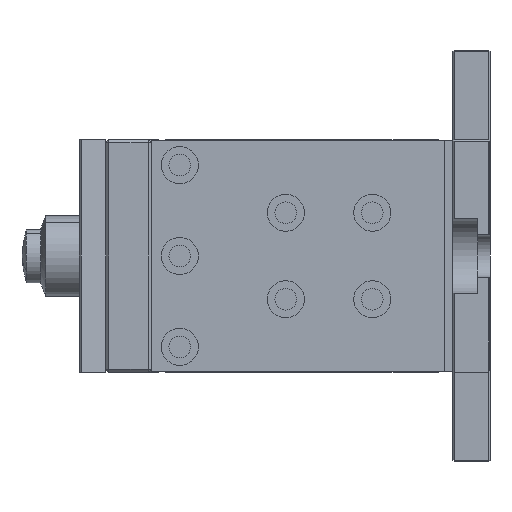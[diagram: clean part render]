
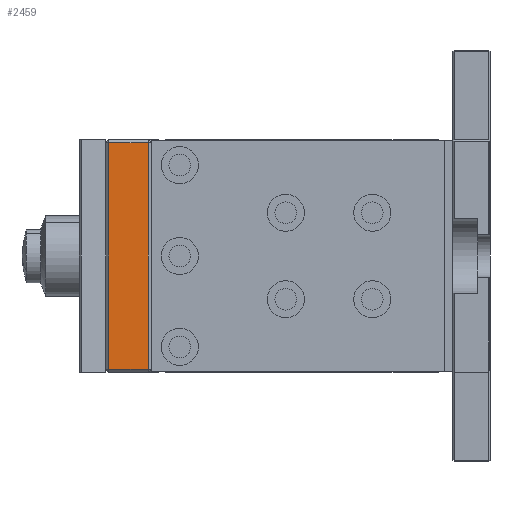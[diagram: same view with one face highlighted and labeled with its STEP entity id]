
A CAD part, left-side view. The second image highlights one B-rep face of the part: STEP entity #2459.
In plain terms, the highlighted planar face has unit normal (-1, 0, 0).
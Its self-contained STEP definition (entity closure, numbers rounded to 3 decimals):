
#275 = DIRECTION ( 'NONE',  ( 1., 0., 0. ) ) ;
#851 = VERTEX_POINT ( 'NONE', #19004 ) ;
#1386 = DIRECTION ( 'NONE',  ( 0., 0., 1. ) ) ;
#1403 = VERTEX_POINT ( 'NONE', #12449 ) ;
#1986 = EDGE_CURVE ( 'NONE', #1403, #17262, #3022, .T. ) ;
#2014 = LINE ( 'NONE', #6962, #7177 ) ;
#2459 = ADVANCED_FACE ( 'NONE', ( #13852 ), #9210, .F. ) ;
#2535 = ORIENTED_EDGE ( 'NONE', *, *, #4833, .T. ) ;
#3022 = LINE ( 'NONE', #4815, #13021 ) ;
#4815 = CARTESIAN_POINT ( 'NONE',  ( -34.157, 61.106, 110.3 ) ) ;
#4833 = EDGE_CURVE ( 'NONE', #17262, #15493, #19262, .T. ) ;
#5125 = CARTESIAN_POINT ( 'NONE',  ( -34.157, 60.606, 110.3 ) ) ;
#5218 = DIRECTION ( 'NONE',  ( 0., 0., -1. ) ) ;
#5478 = LINE ( 'NONE', #23520, #6316 ) ;
#5847 = VECTOR ( 'NONE', #5218, 1000. ) ;
#6316 = VECTOR ( 'NONE', #14377, 1000. ) ;
#6962 = CARTESIAN_POINT ( 'NONE',  ( -34.157, 54.206, 110.8 ) ) ;
#7157 = ORIENTED_EDGE ( 'NONE', *, *, #19707, .T. ) ;
#7177 = VECTOR ( 'NONE', #1386, 1000. ) ;
#7381 = CARTESIAN_POINT ( 'NONE',  ( -34.157, 61.106, 73.2 ) ) ;
#9210 = PLANE ( 'NONE',  #12318 ) ;
#9392 = CARTESIAN_POINT ( 'NONE',  ( -34.157, 60.606, 73.7 ) ) ;
#11501 = ORIENTED_EDGE ( 'NONE', *, *, #14679, .T. ) ;
#12318 = AXIS2_PLACEMENT_3D ( 'NONE', #7381, #275, #20179 ) ;
#12449 = CARTESIAN_POINT ( 'NONE',  ( -34.157, 54.206, 110.3 ) ) ;
#13021 = VECTOR ( 'NONE', #13570, 1000. ) ;
#13570 = DIRECTION ( 'NONE',  ( 0., 1., 0. ) ) ;
#13852 = FACE_OUTER_BOUND ( 'NONE', #23332, .T. ) ;
#14377 = DIRECTION ( 'NONE',  ( 0., -1., 0. ) ) ;
#14679 = EDGE_CURVE ( 'NONE', #851, #1403, #2014, .T. ) ;
#15493 = VERTEX_POINT ( 'NONE', #9392 ) ;
#17262 = VERTEX_POINT ( 'NONE', #5125 ) ;
#17794 = CARTESIAN_POINT ( 'NONE',  ( -34.157, 60.606, 73.2 ) ) ;
#19004 = CARTESIAN_POINT ( 'NONE',  ( -34.157, 54.206, 73.7 ) ) ;
#19262 = LINE ( 'NONE', #17794, #5847 ) ;
#19707 = EDGE_CURVE ( 'NONE', #15493, #851, #5478, .T. ) ;
#20179 = DIRECTION ( 'NONE',  ( 0., 0., -1. ) ) ;
#21972 = ORIENTED_EDGE ( 'NONE', *, *, #1986, .T. ) ;
#23332 = EDGE_LOOP ( 'NONE', ( #11501, #21972, #2535, #7157 ) ) ;
#23520 = CARTESIAN_POINT ( 'NONE',  ( -34.157, 61.106, 73.7 ) ) ;
